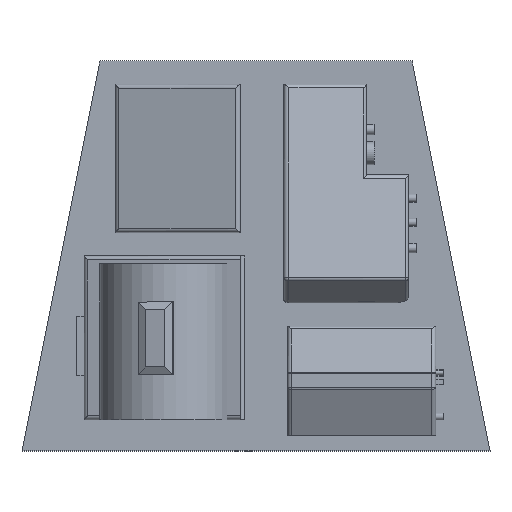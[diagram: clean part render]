
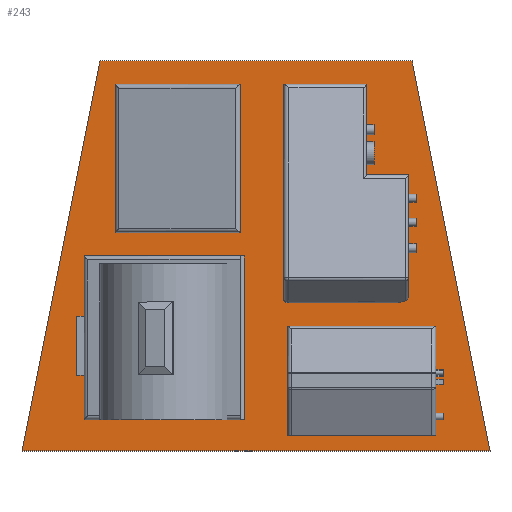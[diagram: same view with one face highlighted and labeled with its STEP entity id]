
A CAD part, top view. The second image highlights one B-rep face of the part: STEP entity #243.
In plain terms, the highlighted planar face has unit normal (0, 0, 1).
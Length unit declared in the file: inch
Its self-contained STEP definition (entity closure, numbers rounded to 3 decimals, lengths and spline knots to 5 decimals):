
#214=ELLIPSE('',#1960,0.31327,0.25);
#215=ELLIPSE('',#1961,0.712,0.25);
#243=ADVANCED_FACE('',(#802,#803,#804,#805,#806),#363,.F.);
#363=PLANE('',#1963);
#444=LINE('',#2748,#622);
#455=LINE('',#2770,#633);
#456=LINE('',#2773,#634);
#457=LINE('',#2775,#635);
#458=LINE('',#2777,#636);
#459=LINE('',#2778,#637);
#460=LINE('',#2781,#638);
#461=LINE('',#2783,#639);
#462=LINE('',#2785,#640);
#463=LINE('',#2786,#641);
#464=LINE('',#2789,#642);
#465=LINE('',#2791,#643);
#466=LINE('',#2793,#644);
#467=LINE('',#2794,#645);
#468=LINE('',#2796,#646);
#469=LINE('',#2798,#647);
#470=LINE('',#2799,#648);
#471=LINE('',#2802,#649);
#472=LINE('',#2804,#650);
#473=LINE('',#2806,#651);
#474=LINE('',#2810,#652);
#475=LINE('',#2814,#653);
#476=LINE('',#2818,#654);
#477=LINE('',#2820,#655);
#478=LINE('',#2822,#656);
#479=LINE('',#2824,#657);
#480=LINE('',#2826,#658);
#622=VECTOR('',#2169,1.);
#633=VECTOR('',#2182,1.);
#634=VECTOR('',#2183,1.);
#635=VECTOR('',#2184,1.);
#636=VECTOR('',#2185,1.);
#637=VECTOR('',#2186,1.);
#638=VECTOR('',#2187,1.);
#639=VECTOR('',#2188,1.);
#640=VECTOR('',#2189,1.);
#641=VECTOR('',#2190,1.);
#642=VECTOR('',#2191,1.);
#643=VECTOR('',#2192,1.);
#644=VECTOR('',#2193,1.);
#645=VECTOR('',#2194,1.);
#646=VECTOR('',#2195,1.);
#647=VECTOR('',#2196,1.);
#648=VECTOR('',#2197,1.);
#649=VECTOR('',#2198,1.);
#650=VECTOR('',#2199,1.);
#651=VECTOR('',#2200,1.);
#652=VECTOR('',#2203,1.);
#653=VECTOR('',#2206,1.);
#654=VECTOR('',#2209,1.);
#655=VECTOR('',#2210,1.);
#656=VECTOR('',#2211,1.);
#657=VECTOR('',#2212,1.);
#658=VECTOR('',#2213,1.);
#802=FACE_BOUND('',#840,.T.);
#803=FACE_BOUND('',#841,.T.);
#804=FACE_BOUND('',#842,.T.);
#805=FACE_BOUND('',#843,.T.);
#806=FACE_BOUND('',#844,.T.);
#840=EDGE_LOOP('',(#999,#1000,#1001,#1002));
#841=EDGE_LOOP('',(#1003,#1004,#1005,#1006));
#842=EDGE_LOOP('',(#1007,#1008,#1009,#1010));
#843=EDGE_LOOP('',(#1011,#1012,#1013,#1014));
#844=EDGE_LOOP('',(#1015,#1016,#1017,#1018,#1019,#1020,#1021,#1022,#1023,
#1024,#1025,#1026,#1027,#1028));
#999=ORIENTED_EDGE('',*,*,#1674,.F.);
#1000=ORIENTED_EDGE('',*,*,#1675,.T.);
#1001=ORIENTED_EDGE('',*,*,#1676,.F.);
#1002=ORIENTED_EDGE('',*,*,#1677,.F.);
#1003=ORIENTED_EDGE('',*,*,#1678,.T.);
#1004=ORIENTED_EDGE('',*,*,#1679,.T.);
#1005=ORIENTED_EDGE('',*,*,#1680,.T.);
#1006=ORIENTED_EDGE('',*,*,#1681,.T.);
#1007=ORIENTED_EDGE('',*,*,#1682,.F.);
#1008=ORIENTED_EDGE('',*,*,#1683,.F.);
#1009=ORIENTED_EDGE('',*,*,#1684,.F.);
#1010=ORIENTED_EDGE('',*,*,#1685,.F.);
#1011=ORIENTED_EDGE('',*,*,#1663,.F.);
#1012=ORIENTED_EDGE('',*,*,#1686,.F.);
#1013=ORIENTED_EDGE('',*,*,#1687,.F.);
#1014=ORIENTED_EDGE('',*,*,#1688,.F.);
#1015=ORIENTED_EDGE('',*,*,#1689,.F.);
#1016=ORIENTED_EDGE('',*,*,#1690,.F.);
#1017=ORIENTED_EDGE('',*,*,#1691,.F.);
#1018=ORIENTED_EDGE('',*,*,#1692,.F.);
#1019=ORIENTED_EDGE('',*,*,#1693,.T.);
#1020=ORIENTED_EDGE('',*,*,#1694,.T.);
#1021=ORIENTED_EDGE('',*,*,#1695,.T.);
#1022=ORIENTED_EDGE('',*,*,#1696,.F.);
#1023=ORIENTED_EDGE('',*,*,#1697,.T.);
#1024=ORIENTED_EDGE('',*,*,#1698,.F.);
#1025=ORIENTED_EDGE('',*,*,#1699,.F.);
#1026=ORIENTED_EDGE('',*,*,#1700,.F.);
#1027=ORIENTED_EDGE('',*,*,#1701,.F.);
#1028=ORIENTED_EDGE('',*,*,#1702,.T.);
#1496=VERTEX_POINT('',#2747);
#1497=VERTEX_POINT('',#2749);
#1507=VERTEX_POINT('',#2771);
#1508=VERTEX_POINT('',#2772);
#1509=VERTEX_POINT('',#2774);
#1510=VERTEX_POINT('',#2776);
#1511=VERTEX_POINT('',#2779);
#1512=VERTEX_POINT('',#2780);
#1513=VERTEX_POINT('',#2782);
#1514=VERTEX_POINT('',#2784);
#1515=VERTEX_POINT('',#2787);
#1516=VERTEX_POINT('',#2788);
#1517=VERTEX_POINT('',#2790);
#1518=VERTEX_POINT('',#2792);
#1519=VERTEX_POINT('',#2795);
#1520=VERTEX_POINT('',#2797);
#1521=VERTEX_POINT('',#2800);
#1522=VERTEX_POINT('',#2801);
#1523=VERTEX_POINT('',#2803);
#1524=VERTEX_POINT('',#2805);
#1525=VERTEX_POINT('',#2807);
#1526=VERTEX_POINT('',#2809);
#1527=VERTEX_POINT('',#2811);
#1528=VERTEX_POINT('',#2813);
#1529=VERTEX_POINT('',#2815);
#1530=VERTEX_POINT('',#2817);
#1531=VERTEX_POINT('',#2819);
#1532=VERTEX_POINT('',#2821);
#1533=VERTEX_POINT('',#2823);
#1534=VERTEX_POINT('',#2825);
#1663=EDGE_CURVE('',#1496,#1497,#444,.T.);
#1674=EDGE_CURVE('',#1507,#1508,#455,.T.);
#1675=EDGE_CURVE('',#1507,#1509,#456,.T.);
#1676=EDGE_CURVE('',#1510,#1509,#457,.T.);
#1677=EDGE_CURVE('',#1508,#1510,#458,.T.);
#1678=EDGE_CURVE('',#1511,#1512,#459,.T.);
#1679=EDGE_CURVE('',#1512,#1513,#460,.T.);
#1680=EDGE_CURVE('',#1513,#1514,#461,.T.);
#1681=EDGE_CURVE('',#1514,#1511,#462,.T.);
#1682=EDGE_CURVE('',#1515,#1516,#463,.T.);
#1683=EDGE_CURVE('',#1517,#1515,#464,.T.);
#1684=EDGE_CURVE('',#1518,#1517,#465,.T.);
#1685=EDGE_CURVE('',#1516,#1518,#466,.T.);
#1686=EDGE_CURVE('',#1519,#1496,#467,.T.);
#1687=EDGE_CURVE('',#1520,#1519,#468,.T.);
#1688=EDGE_CURVE('',#1497,#1520,#469,.T.);
#1689=EDGE_CURVE('',#1521,#1522,#470,.T.);
#1690=EDGE_CURVE('',#1523,#1521,#471,.T.);
#1691=EDGE_CURVE('',#1524,#1523,#472,.T.);
#1692=EDGE_CURVE('',#1525,#1524,#473,.T.);
#1693=EDGE_CURVE('',#1525,#1526,#214,.T.);
#1694=EDGE_CURVE('',#1526,#1527,#474,.T.);
#1695=EDGE_CURVE('',#1527,#1528,#215,.T.);
#1696=EDGE_CURVE('',#1529,#1528,#475,.T.);
#1697=EDGE_CURVE('',#1529,#1530,#1910,.T.);
#1698=EDGE_CURVE('',#1531,#1530,#476,.T.);
#1699=EDGE_CURVE('',#1532,#1531,#477,.T.);
#1700=EDGE_CURVE('',#1533,#1532,#478,.T.);
#1701=EDGE_CURVE('',#1534,#1533,#479,.T.);
#1702=EDGE_CURVE('',#1534,#1522,#480,.T.);
#1910=CIRCLE('',#1962,0.25);
#1960=AXIS2_PLACEMENT_3D('',#2808,#2201,#2202);
#1961=AXIS2_PLACEMENT_3D('',#2812,#2204,#2205);
#1962=AXIS2_PLACEMENT_3D('',#2816,#2207,#2208);
#1963=AXIS2_PLACEMENT_3D('',#2827,#2214,#2215);
#2169=DIRECTION('',(0.,1.,0.));
#2182=DIRECTION('',(-1.,0.,0.));
#2183=DIRECTION('',(0.,-1.,0.));
#2184=DIRECTION('',(1.,0.,0.));
#2185=DIRECTION('',(0.,-1.,0.));
#2186=DIRECTION('',(1.,0.,0.));
#2187=DIRECTION('',(0.,-1.,0.));
#2188=DIRECTION('',(-1.,0.,0.));
#2189=DIRECTION('',(0.,1.,0.));
#2190=DIRECTION('',(0.196,-0.981,0.));
#2191=DIRECTION('',(1.,0.,0.));
#2192=DIRECTION('',(0.196,0.981,0.));
#2193=DIRECTION('',(-1.,0.,0.));
#2194=DIRECTION('',(1.,0.,0.));
#2195=DIRECTION('',(0.,-1.,0.));
#2196=DIRECTION('',(-1.,0.,0.));
#2197=DIRECTION('',(1.,0.,0.));
#2198=DIRECTION('',(0.,1.,0.));
#2199=DIRECTION('',(-1.,0.,0.));
#2200=DIRECTION('',(0.,1.,0.));
#2201=DIRECTION('',(0.,0.,-1.));
#2202=DIRECTION('',(0.,1.,0.));
#2203=DIRECTION('',(-0.962,-0.272,0.));
#2204=DIRECTION('',(0.,0.,-1.));
#2205=DIRECTION('',(1.,0.,0.));
#2206=DIRECTION('',(1.,0.,0.));
#2207=DIRECTION('',(0.,0.,-1.));
#2208=DIRECTION('',(-1.,0.,0.));
#2209=DIRECTION('',(0.,-1.,0.));
#2210=DIRECTION('',(-1.,0.,0.));
#2211=DIRECTION('',(0.,1.,0.));
#2212=DIRECTION('',(-1.,0.,0.));
#2213=DIRECTION('',(0.,-1.,0.));
#2214=DIRECTION('',(0.,0.,-1.));
#2215=DIRECTION('',(-1.,0.,0.));
#2747=CARTESIAN_POINT('',(26.52114,1.,0.5));
#2748=CARTESIAN_POINT('',(26.52114,1.,0.5));
#2749=CARTESIAN_POINT('',(26.52114,8.,0.5));
#2770=CARTESIAN_POINT('',(0.,12.5,0.5));
#2771=CARTESIAN_POINT('',(14.25,12.5,0.5));
#2772=CARTESIAN_POINT('',(4.,12.5,0.5));
#2773=CARTESIAN_POINT('',(14.25,2.,0.5));
#2774=CARTESIAN_POINT('',(14.25,2.,0.5));
#2775=CARTESIAN_POINT('',(0.,2.,0.5));
#2776=CARTESIAN_POINT('',(4.,2.,0.5));
#2777=CARTESIAN_POINT('',(4.,0.,0.5));
#2778=CARTESIAN_POINT('',(6.,23.5,0.5));
#2779=CARTESIAN_POINT('',(6.,23.5,0.5));
#2780=CARTESIAN_POINT('',(14.,23.5,0.5));
#2781=CARTESIAN_POINT('',(14.,23.5,0.5));
#2782=CARTESIAN_POINT('',(14.,14.,0.5));
#2783=CARTESIAN_POINT('',(14.,14.,0.5));
#2784=CARTESIAN_POINT('',(6.,14.,0.5));
#2785=CARTESIAN_POINT('',(6.,14.,0.5));
#2786=CARTESIAN_POINT('',(25.,25.,0.5));
#2787=CARTESIAN_POINT('',(25.,25.,0.5));
#2788=CARTESIAN_POINT('',(30.,0.,0.5));
#2789=CARTESIAN_POINT('',(5.,25.,0.5));
#2790=CARTESIAN_POINT('',(5.,25.,0.5));
#2791=CARTESIAN_POINT('',(0.,0.,0.5));
#2792=CARTESIAN_POINT('',(0.,0.,0.5));
#2793=CARTESIAN_POINT('',(30.,0.,0.5));
#2794=CARTESIAN_POINT('',(17.02114,1.,0.5));
#2795=CARTESIAN_POINT('',(17.02114,1.,0.5));
#2796=CARTESIAN_POINT('',(17.02114,8.,0.5));
#2797=CARTESIAN_POINT('',(17.02114,8.,0.5));
#2798=CARTESIAN_POINT('',(26.52114,8.,0.5));
#2799=CARTESIAN_POINT('',(22.57114,19.01549,0.5));
#2800=CARTESIAN_POINT('',(22.07114,19.01549,0.5));
#2801=CARTESIAN_POINT('',(22.57114,19.01549,0.5));
#2802=CARTESIAN_POINT('',(22.07114,17.7,0.5));
#2803=CARTESIAN_POINT('',(22.07114,17.7,0.5));
#2804=CARTESIAN_POINT('',(24.77114,17.7,0.5));
#2805=CARTESIAN_POINT('',(24.77114,17.7,0.5));
#2806=CARTESIAN_POINT('',(24.77114,9.5,0.5));
#2807=CARTESIAN_POINT('',(24.77114,9.93372,0.5));
#2808=CARTESIAN_POINT('',(24.52114,9.93372,0.5));
#2809=CARTESIAN_POINT('',(24.57625,9.62815,0.5));
#2810=CARTESIAN_POINT('',(-0.69966,2.47083,0.5));
#2811=CARTESIAN_POINT('',(24.31931,9.5554,0.5));
#2812=CARTESIAN_POINT('',(23.87235,9.75,0.5));
#2813=CARTESIAN_POINT('',(23.87235,9.5,0.5));
#2814=CARTESIAN_POINT('',(16.77114,9.5,0.5));
#2815=CARTESIAN_POINT('',(17.02114,9.5,0.5));
#2816=CARTESIAN_POINT('',(17.02114,9.75,0.5));
#2817=CARTESIAN_POINT('',(16.77114,9.75,0.5));
#2818=CARTESIAN_POINT('',(16.77114,23.5,0.5));
#2819=CARTESIAN_POINT('',(16.77114,23.5,0.5));
#2820=CARTESIAN_POINT('',(22.07114,23.5,0.5));
#2821=CARTESIAN_POINT('',(22.07114,23.5,0.5));
#2822=CARTESIAN_POINT('',(22.07114,17.7,0.5));
#2823=CARTESIAN_POINT('',(22.07114,19.13589,0.5));
#2824=CARTESIAN_POINT('',(22.57114,19.13589,0.5));
#2825=CARTESIAN_POINT('',(22.57114,19.13589,0.5));
#2826=CARTESIAN_POINT('',(22.57114,0.,0.5));
#2827=CARTESIAN_POINT('',(0.,0.,0.5));
